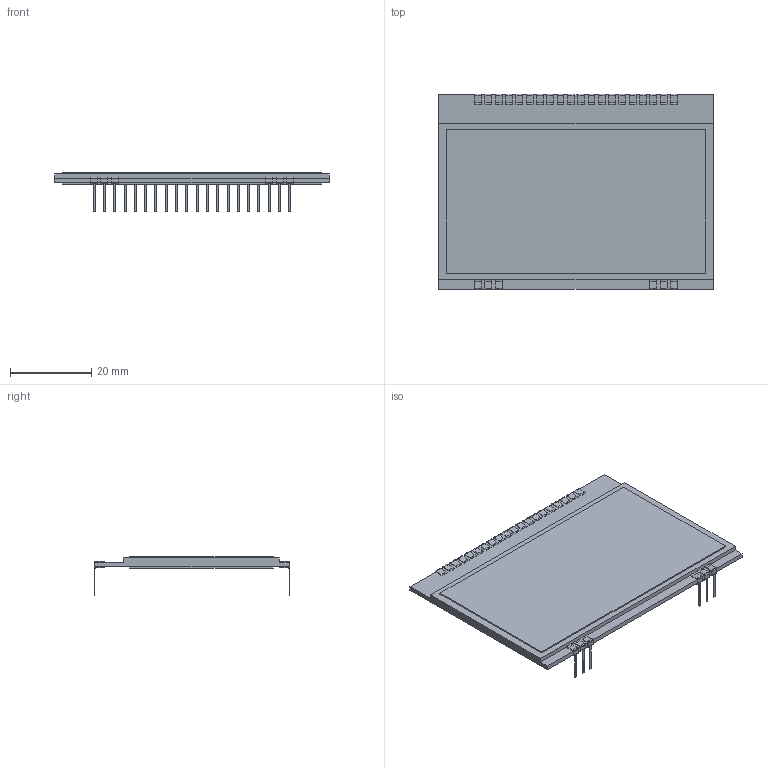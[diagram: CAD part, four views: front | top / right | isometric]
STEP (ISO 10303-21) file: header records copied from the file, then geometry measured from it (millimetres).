
FILE_DESCRIPTION (( 'STEP AP214' ), '1' );
FILE_NAME ('User Library-Display-1.STEP', '2017-01-23T12:33:30', ( 'Windows User' ), ( '' ), 'SwSTEP 2.0', 'SolidWorks 2017', '' );
FILE_SCHEMA (( 'AUTOMOTIVE_DESIGN' ));
Length unit declared in the file: millimetre
Products named in the file (1): User Library-Display-1
Bounding box: 67.8 x 48.3 x 9.5 mm (x, y, z)
Volume: 7875.9 mm3; surface area: 7913.5 mm2
Topology: 27 solids, 27 shells, 826 faces, 2258 edges, 1488 vertices
Faces by surface type: plane 670, cylinder 156
Entity records: 35224 total; most frequent: CARTESIAN_POINT 4573, ORIENTED_EDGE 4516, DIRECTION 4276, EDGE_CURVE 2258, VECTOR 1894, LINE 1894, VERTEX_POINT 1488, AXIS2_PLACEMENT_3D 1191
